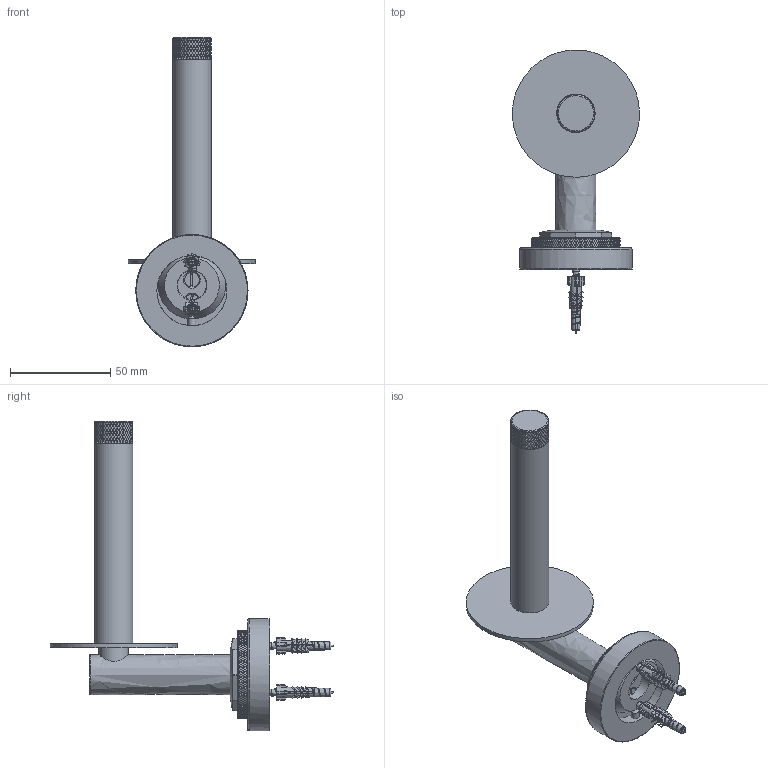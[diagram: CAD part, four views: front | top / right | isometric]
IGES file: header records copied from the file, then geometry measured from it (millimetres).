
Global section: file name: N7691-K; native system: Autodesk Inventor 2018; preprocessor: unknown; author: rclarke; date: 20171129.150557; units: millimetre
Bounding box: 63.42 x 141.69 x 154.5 mm (x, y, z)
Volume: 75724.5 mm3; surface area: 53979.3 mm2
Topology: 19 solids, 19 shells, 6292 faces, 13799 edges, 7547 vertices
Faces by surface type: bspline 6292
